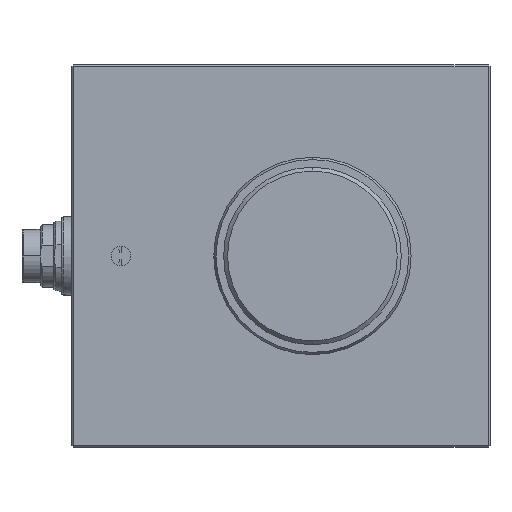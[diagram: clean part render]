
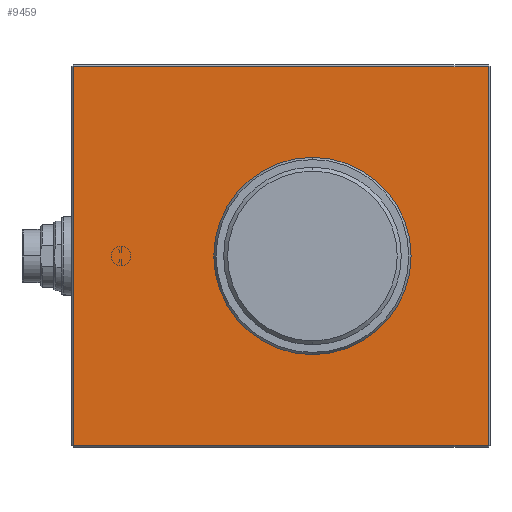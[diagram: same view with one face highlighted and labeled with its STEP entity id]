
A CAD part, left-side view. The second image highlights one B-rep face of the part: STEP entity #9459.
In plain terms, the highlighted planar face has unit normal (-1, 0, 0).
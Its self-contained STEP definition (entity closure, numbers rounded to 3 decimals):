
#168 = EDGE_CURVE ( 'NONE', #3612, #3727, #9199, .T. ) ;
#401 = EDGE_CURVE ( 'NONE', #11074, #11073, #10174, .T. ) ;
#473 = EDGE_CURVE ( 'NONE', #11073, #11072, #10224, .T. ) ;
#474 = EDGE_CURVE ( 'NONE', #11066, #11074, #10225, .T. ) ;
#477 = EDGE_CURVE ( 'NONE', #11072, #11066, #10228, .T. ) ;
#478 = EDGE_CURVE ( 'NONE', #3727, #3612, #9510, .T. ) ;
#1235 = CARTESIAN_POINT ( 'NONE',  ( -45.058, -6.777, 25. ) ) ;
#1562 = CARTESIAN_POINT ( 'NONE',  ( -45.058, -6.777, -25. ) ) ;
#2513 = CARTESIAN_POINT ( 'NONE',  ( -45.058, -51.277, 48. ) ) ;
#2519 = CARTESIAN_POINT ( 'NONE',  ( -45.058, -51.277, -48. ) ) ;
#2520 = CARTESIAN_POINT ( 'NONE',  ( -45.058, 53.723, -48. ) ) ;
#2521 = CARTESIAN_POINT ( 'NONE',  ( -45.058, 53.723, 48. ) ) ;
#2993 = EDGE_LOOP ( 'NONE', ( #5020, #5016, #5024, #4999 ) ) ;
#2995 = EDGE_LOOP ( 'NONE', ( #5002, #4996 ) ) ;
#3612 = VERTEX_POINT ( 'NONE', #1562 ) ;
#3727 = VERTEX_POINT ( 'NONE', #1235 ) ;
#4324 = AXIS2_PLACEMENT_3D ( 'NONE', #6101, #6102, #6103 ) ;
#4996 = ORIENTED_EDGE ( 'NONE', *, *, #168, .T. ) ;
#4999 = ORIENTED_EDGE ( 'NONE', *, *, #477, .T. ) ;
#5002 = ORIENTED_EDGE ( 'NONE', *, *, #478, .T. ) ;
#5016 = ORIENTED_EDGE ( 'NONE', *, *, #401, .T. ) ;
#5020 = ORIENTED_EDGE ( 'NONE', *, *, #474, .T. ) ;
#5024 = ORIENTED_EDGE ( 'NONE', *, *, #473, .T. ) ;
#6099 = PLANE ( 'NONE',  #4324 ) ;
#6101 = CARTESIAN_POINT ( 'NONE',  ( -45.058, -51.777, 48.5 ) ) ;
#6102 = DIRECTION ( 'NONE',  ( 1., 0., 0. ) ) ;
#6103 = DIRECTION ( 'NONE',  ( 0., 0., -1. ) ) ;
#6148 = CARTESIAN_POINT ( 'NONE',  ( -45.058, 53.723, 48.5 ) ) ;
#6267 = DIRECTION ( 'NONE',  ( 0., 0., -1. ) ) ;
#6540 = CARTESIAN_POINT ( 'NONE',  ( -45.058, -51.277, 48.5 ) ) ;
#6550 = DIRECTION ( 'NONE',  ( 0., 0., 1. ) ) ;
#6579 = DIRECTION ( 'NONE',  ( 0., 0., -1. ) ) ;
#6612 = CARTESIAN_POINT ( 'NONE',  ( -45.058, -6.777, 0. ) ) ;
#6638 = DIRECTION ( 'NONE',  ( 1., 0., 0. ) ) ;
#6721 = DIRECTION ( 'NONE',  ( 0., 1., 0. ) ) ;
#6722 = CARTESIAN_POINT ( 'NONE',  ( -45.058, -51.777, 48. ) ) ;
#6723 = DIRECTION ( 'NONE',  ( 0., -1., 0. ) ) ;
#6725 = CARTESIAN_POINT ( 'NONE',  ( -45.058, -51.777, -48. ) ) ;
#8133 = VECTOR ( 'NONE', #6267, 1000. ) ;
#8268 = CARTESIAN_POINT ( 'NONE',  ( -45.058, -6.777, 0. ) ) ;
#8269 = DIRECTION ( 'NONE',  ( 1., 0., 0. ) ) ;
#8270 = DIRECTION ( 'NONE',  ( 0., 0., -1. ) ) ;
#9178 = AXIS2_PLACEMENT_3D ( 'NONE', #8268, #8269, #8270 ) ;
#9199 = CIRCLE ( 'NONE', #9178, 25. ) ;
#9459 = ADVANCED_FACE ( 'NONE', ( #10710, #10711 ), #6099, .F. ) ;
#9510 = CIRCLE ( 'NONE', #9537, 25. ) ;
#9523 = VECTOR ( 'NONE', #6723, 1000. ) ;
#9525 = VECTOR ( 'NONE', #6721, 1000. ) ;
#9535 = VECTOR ( 'NONE', #6550, 1000. ) ;
#9537 = AXIS2_PLACEMENT_3D ( 'NONE', #6612, #6638, #6579 ) ;
#10174 = LINE ( 'NONE', #6148, #8133 ) ;
#10224 = LINE ( 'NONE', #6725, #9523 ) ;
#10225 = LINE ( 'NONE', #6722, #9525 ) ;
#10228 = LINE ( 'NONE', #6540, #9535 ) ;
#10710 = FACE_OUTER_BOUND ( 'NONE', #2993, .T. ) ;
#10711 = FACE_BOUND ( 'NONE', #2995, .T. ) ;
#11066 = VERTEX_POINT ( 'NONE', #2513 ) ;
#11072 = VERTEX_POINT ( 'NONE', #2519 ) ;
#11073 = VERTEX_POINT ( 'NONE', #2520 ) ;
#11074 = VERTEX_POINT ( 'NONE', #2521 ) ;
